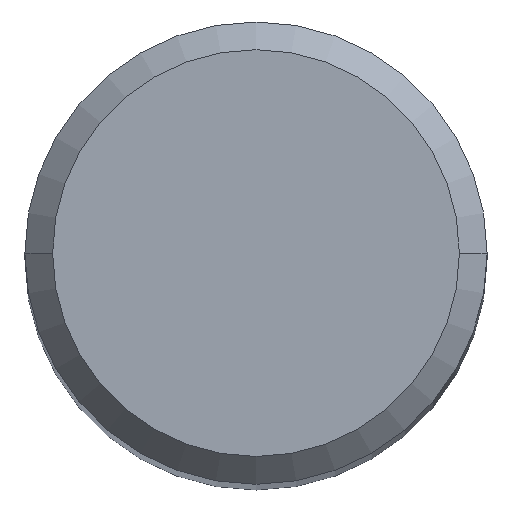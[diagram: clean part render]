
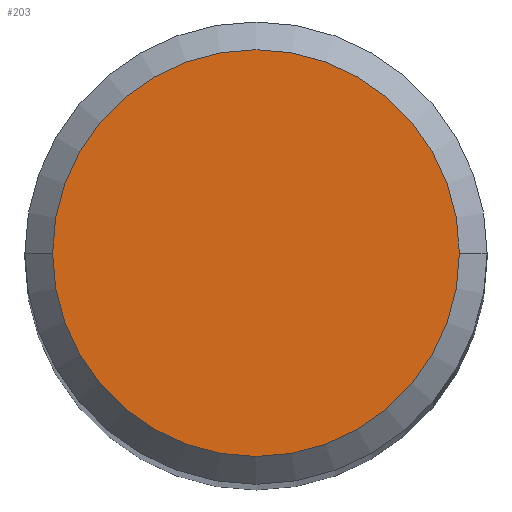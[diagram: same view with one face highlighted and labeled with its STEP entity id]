
A CAD part, top view. The second image highlights one B-rep face of the part: STEP entity #203.
In plain terms, the highlighted planar face has unit normal (0, 0, 1).
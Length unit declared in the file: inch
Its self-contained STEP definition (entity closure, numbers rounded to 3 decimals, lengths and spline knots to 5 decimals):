
#3 = AXIS2_PLACEMENT_3D ( 'NONE', #110, #62, #158 ) ;
#8 = DIRECTION ( 'NONE',  ( 0., 0., 1. ) ) ;
#37 = VERTEX_POINT ( 'NONE', #92 ) ;
#43 = VERTEX_POINT ( 'NONE', #72 ) ;
#56 = CARTESIAN_POINT ( 'NONE',  ( 0., 0., 2.5 ) ) ;
#62 = DIRECTION ( 'NONE',  ( 0., 0., 1. ) ) ;
#72 = CARTESIAN_POINT ( 'NONE',  ( -0.11, 0., 2.5 ) ) ;
#92 = CARTESIAN_POINT ( 'NONE',  ( 0.11, 0., 2.5 ) ) ;
#110 = CARTESIAN_POINT ( 'NONE',  ( 0., 0., 2.5 ) ) ;
#129 = PLANE ( 'NONE',  #257 ) ;
#158 = DIRECTION ( 'NONE',  ( 1., 0., 0. ) ) ;
#159 = CIRCLE ( 'NONE', #3, 0.11 ) ;
#167 = EDGE_CURVE ( 'NONE', #37, #43, #213, .T. ) ;
#170 = DIRECTION ( 'NONE',  ( 1., 0., 0. ) ) ;
#202 = AXIS2_PLACEMENT_3D ( 'NONE', #294, #8, #170 ) ;
#203 = ADVANCED_FACE ( 'NONE', ( #266 ), #129, .T. ) ;
#213 = CIRCLE ( 'NONE', #202, 0.11 ) ;
#215 = ORIENTED_EDGE ( 'NONE', *, *, #167, .T. ) ;
#241 = DIRECTION ( 'NONE',  ( 0., 0., 1. ) ) ;
#246 = EDGE_LOOP ( 'NONE', ( #263, #215 ) ) ;
#249 = DIRECTION ( 'NONE',  ( 1., 0., 0. ) ) ;
#256 = EDGE_CURVE ( 'NONE', #43, #37, #159, .T. ) ;
#257 = AXIS2_PLACEMENT_3D ( 'NONE', #56, #241, #249 ) ;
#263 = ORIENTED_EDGE ( 'NONE', *, *, #256, .T. ) ;
#266 = FACE_OUTER_BOUND ( 'NONE', #246, .T. ) ;
#294 = CARTESIAN_POINT ( 'NONE',  ( 0., 0., 2.5 ) ) ;
